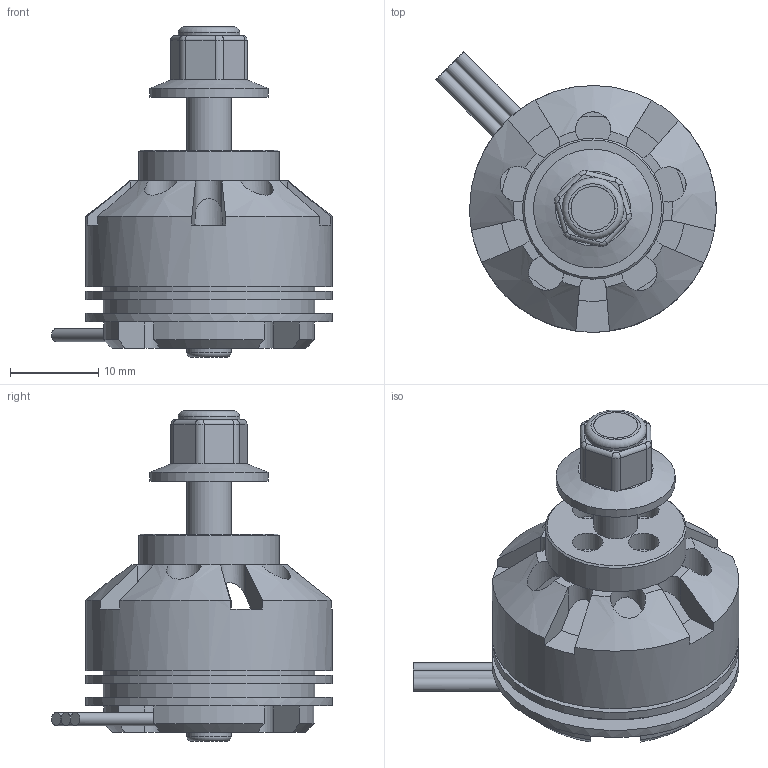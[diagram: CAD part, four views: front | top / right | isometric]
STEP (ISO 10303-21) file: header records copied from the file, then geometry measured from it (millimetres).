
FILE_DESCRIPTION(/* description */ (''),/* implementation_level */ '2;1');
FILE_NAME(/* name */ 'XNOVA 2204-2300kv.step',/* time_stamp */ '2019-07-12T15:58:15+09:00',/* author */ (''),/* organization */ (''),/* preprocessor_version */ 'ST-DEVELOPER v18',/* originating_system */ 'Autodesk Translation Framework v8.2.0.1029',/* authorisation */ '');
FILE_SCHEMA (('AUTOMOTIVE_DESIGN { 1 0 10303 214 3 1 1 }'));
Length unit declared in the file: millimetre
Products named in the file (4): XNOVA 2204-2300; prop_mount; M5_nut; spacer
Assembly tree (3 placements, depth 2):
  XNOVA 2204-2300
    prop_mount
    M5_nut
    spacer
Bounding box: 31.85 x 31.85 x 37.5 mm (x, y, z)
Volume: 7394 mm3; surface area: 6637.7 mm2
Topology: 4 solids, 4 shells, 165 faces, 433 edges, 276 vertices
Faces by surface type: plane 75, cylinder 69, cone 12, bspline 6, torus 3
Full cylindrical faces by diameter (mm): 1.5 x1, 2 x8, 3 x6, 3.5 x4, 4 x5, 5 x3, 7 x1, 13.5 x1, 16 x1, 22 x1, 24 x2, 28 x3
Entity records: 5797 total; most frequent: CARTESIAN_POINT 1429, DIRECTION 917, ORIENTED_EDGE 866, EDGE_CURVE 433, AXIS2_PLACEMENT_3D 379, VERTEX_POINT 276, CIRCLE 213, EDGE_LOOP 203
